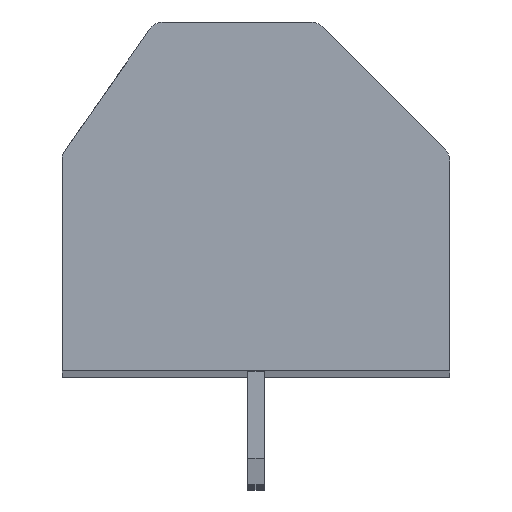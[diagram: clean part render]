
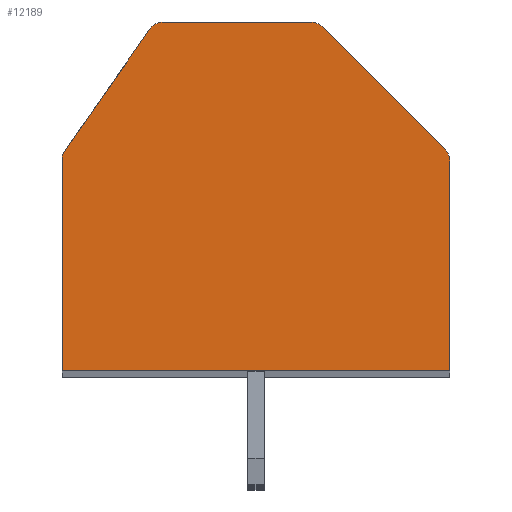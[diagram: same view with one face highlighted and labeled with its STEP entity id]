
A CAD part, top view. The second image highlights one B-rep face of the part: STEP entity #12189.
In plain terms, the highlighted planar face has unit normal (0, 0, 1).
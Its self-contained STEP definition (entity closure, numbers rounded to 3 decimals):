
#3877=CARTESIAN_POINT('',(1.693,4.9,3.));
#3878=DIRECTION('',(0.,0.,1.));
#3879=DIRECTION('',(0.707,0.707,0.));
#3880=AXIS2_PLACEMENT_3D('',#3877,#3878,#3879);
#3882=DIRECTION('',(-0.707,0.707,0.));
#3883=VECTOR('',#3882,5.384);
#3884=CARTESIAN_POINT('',(5.854,1.446,3.));
#3885=LINE('',#3884,#3883);
#3886=CARTESIAN_POINT('',(5.5,1.093,3.));
#3887=DIRECTION('',(0.,0.,1.));
#3888=DIRECTION('',(1.,0.,0.));
#3889=AXIS2_PLACEMENT_3D('',#3886,#3887,#3888);
#3891=DIRECTION('',(0.,1.,0.));
#3892=VECTOR('',#3891,6.493);
#3893=CARTESIAN_POINT('',(6.,-5.4,3.));
#3894=LINE('',#3893,#3892);
#3895=DIRECTION('',(1.,0.,0.));
#3896=VECTOR('',#3895,12.);
#3897=CARTESIAN_POINT('',(-6.,-5.4,3.));
#3898=LINE('',#3897,#3896);
#3899=DIRECTION('',(0.,-1.,0.));
#3900=VECTOR('',#3899,6.542);
#3901=CARTESIAN_POINT('',(-6.,1.142,3.));
#3902=LINE('',#3901,#3900);
#3903=CARTESIAN_POINT('',(-5.5,1.142,3.));
#3904=DIRECTION('',(0.,0.,1.));
#3905=DIRECTION('',(-0.819,0.574,0.));
#3906=AXIS2_PLACEMENT_3D('',#3903,#3904,#3905);
#3908=DIRECTION('',(-0.574,-0.819,0.));
#3909=VECTOR('',#3908,4.587);
#3910=CARTESIAN_POINT('',(-3.278,5.187,3.));
#3911=LINE('',#3910,#3909);
#3912=CARTESIAN_POINT('',(-2.869,4.9,3.));
#3913=DIRECTION('',(0.,0.,1.));
#3914=DIRECTION('',(0.,1.,0.));
#3915=AXIS2_PLACEMENT_3D('',#3912,#3913,#3914);
#3917=DIRECTION('',(-1.,0.,0.));
#3918=VECTOR('',#3917,4.562);
#3919=CARTESIAN_POINT('',(1.693,5.4,3.));
#3920=LINE('',#3919,#3918);
#5101=CARTESIAN_POINT('',(-6.,-5.4,3.));
#5102=CARTESIAN_POINT('',(6.,-5.4,3.));
#5103=VERTEX_POINT('',#5101);
#5104=VERTEX_POINT('',#5102);
#5261=CARTESIAN_POINT('',(2.046,5.254,3.));
#5262=VERTEX_POINT('',#5261);
#5263=CARTESIAN_POINT('',(1.693,5.4,3.));
#5264=VERTEX_POINT('',#5263);
#5269=CARTESIAN_POINT('',(6.,1.093,3.));
#5270=VERTEX_POINT('',#5269);
#5271=CARTESIAN_POINT('',(5.854,1.446,3.));
#5272=VERTEX_POINT('',#5271);
#5277=CARTESIAN_POINT('',(-2.869,5.4,3.));
#5278=VERTEX_POINT('',#5277);
#5279=CARTESIAN_POINT('',(-3.278,5.187,3.));
#5280=VERTEX_POINT('',#5279);
#5285=CARTESIAN_POINT('',(-5.91,1.429,3.));
#5286=VERTEX_POINT('',#5285);
#5287=CARTESIAN_POINT('',(-6.,1.142,3.));
#5288=VERTEX_POINT('',#5287);
#12172=CARTESIAN_POINT('',(0.,0.,3.));
#12173=DIRECTION('',(0.,0.,1.));
#12174=DIRECTION('',(1.,0.,0.));
#12175=AXIS2_PLACEMENT_3D('',#12172,#12173,#12174);
#12176=PLANE('',#12175);
#12177=ORIENTED_EDGE('',*,*,#6769,.F.);
#12178=ORIENTED_EDGE('',*,*,#6785,.F.);
#12179=ORIENTED_EDGE('',*,*,#9507,.F.);
#12180=ORIENTED_EDGE('',*,*,#9522,.F.);
#12181=ORIENTED_EDGE('',*,*,#9535,.F.);
#12182=ORIENTED_EDGE('',*,*,#9758,.F.);
#12183=ORIENTED_EDGE('',*,*,#9773,.F.);
#12184=ORIENTED_EDGE('',*,*,#9786,.F.);
#12185=ORIENTED_EDGE('',*,*,#12153,.F.);
#12186=ORIENTED_EDGE('',*,*,#12165,.F.);
#12187=EDGE_LOOP('',(#12177,#12178,#12179,#12180,#12181,#12182,#12183,#12184,
#12185,#12186));
#12188=FACE_OUTER_BOUND('',#12187,.F.);
#3881=CIRCLE('',#3880,0.5);
#3890=CIRCLE('',#3889,0.5);
#3907=CIRCLE('',#3906,0.5);
#3916=CIRCLE('',#3915,0.5);
#6769=EDGE_CURVE('',#5262,#5264,#3881,.T.);
#6785=EDGE_CURVE('',#5272,#5262,#3885,.T.);
#9507=EDGE_CURVE('',#5270,#5272,#3890,.T.);
#9522=EDGE_CURVE('',#5104,#5270,#3894,.T.);
#9535=EDGE_CURVE('',#5103,#5104,#3898,.T.);
#9758=EDGE_CURVE('',#5288,#5103,#3902,.T.);
#9773=EDGE_CURVE('',#5286,#5288,#3907,.T.);
#9786=EDGE_CURVE('',#5280,#5286,#3911,.T.);
#12153=EDGE_CURVE('',#5278,#5280,#3916,.T.);
#12165=EDGE_CURVE('',#5264,#5278,#3920,.T.);
#12189=ADVANCED_FACE('',(#12188),#12176,.T.);
